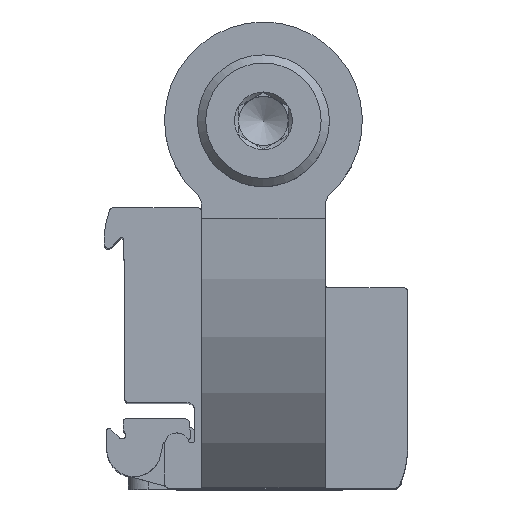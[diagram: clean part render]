
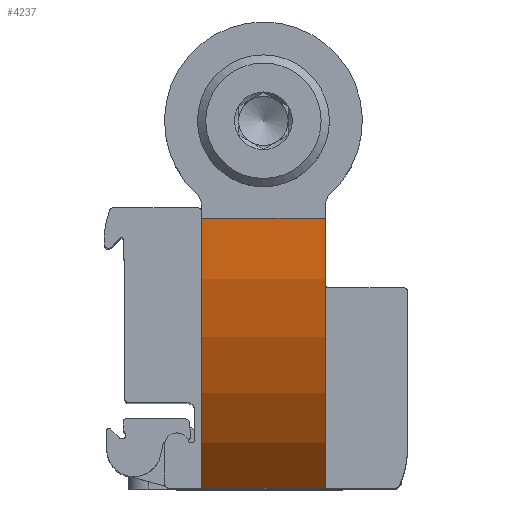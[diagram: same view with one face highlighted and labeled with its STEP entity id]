
A CAD part, top view. The second image highlights one B-rep face of the part: STEP entity #4237.
In plain terms, the highlighted cylindrical face has radius 44.4 mm (diameter 88.8 mm), a partial arc.
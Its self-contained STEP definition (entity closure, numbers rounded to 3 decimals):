
#245=CIRCLE('',#4651,44.4);
#250=CIRCLE('',#4659,44.4);
#417=CYLINDRICAL_SURFACE('',#4677,44.4);
#1070=ORIENTED_EDGE('',*,*,#1955,.T.);
#1071=ORIENTED_EDGE('',*,*,#1990,.T.);
#1072=ORIENTED_EDGE('',*,*,#1971,.T.);
#1073=ORIENTED_EDGE('',*,*,#1994,.F.);
#1955=EDGE_CURVE('',#2484,#2485,#245,.F.);
#1971=EDGE_CURVE('',#2496,#2495,#250,.F.);
#1990=EDGE_CURVE('',#2485,#2496,#2899,.F.);
#1994=EDGE_CURVE('',#2484,#2495,#2901,.F.);
#2484=VERTEX_POINT('',#6850);
#2485=VERTEX_POINT('',#6851);
#2495=VERTEX_POINT('',#6879);
#2496=VERTEX_POINT('',#6881);
#2899=LINE('',#6918,#3241);
#2901=LINE('',#6929,#3243);
#3241=VECTOR('',#5583,1000.);
#3243=VECTOR('',#5591,1000.);
#3510=EDGE_LOOP('',(#1070,#1071,#1072,#1073));
#3820=FACE_BOUND('',#3510,.T.);
#4237=ADVANCED_FACE('',(#3820),#417,.T.);
#4651=AXIS2_PLACEMENT_3D('',#6849,#5523,#5524);
#4659=AXIS2_PLACEMENT_3D('',#6880,#5550,#5551);
#4677=AXIS2_PLACEMENT_3D('',#6937,#5602,#5603);
#5523=DIRECTION('',(0.,0.,-1.));
#5524=DIRECTION('',(-1.,0.,0.));
#5550=DIRECTION('',(0.,0.,1.));
#5551=DIRECTION('',(1.,0.,0.));
#5583=DIRECTION('',(0.,0.,-1.));
#5591=DIRECTION('',(0.,0.,-1.));
#5602=DIRECTION('',(0.,0.,-1.));
#5603=DIRECTION('',(-1.,0.,0.));
#6849=CARTESIAN_POINT('',(10.4,9.2,-7.5));
#6850=CARTESIAN_POINT('',(-34.,9.2,-7.5));
#6851=CARTESIAN_POINT('',(-19.634,-23.5,-7.5));
#6879=CARTESIAN_POINT('',(-34.,9.2,7.5));
#6880=CARTESIAN_POINT('',(10.4,9.2,7.5));
#6881=CARTESIAN_POINT('',(-19.634,-23.5,7.5));
#6918=CARTESIAN_POINT('',(-19.634,-23.5,12.));
#6929=CARTESIAN_POINT('',(-34.,9.2,12.));
#6937=CARTESIAN_POINT('',(10.4,9.2,12.));
